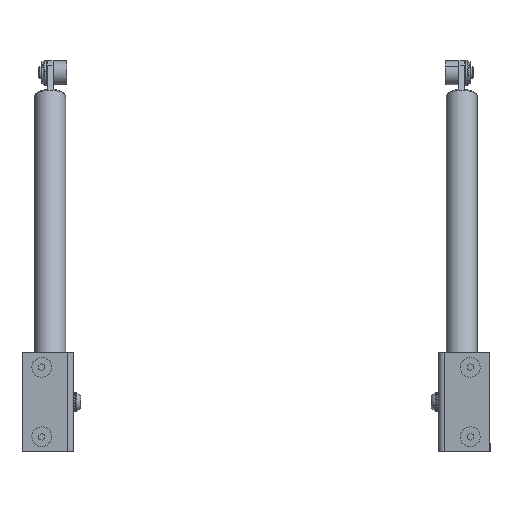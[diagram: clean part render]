
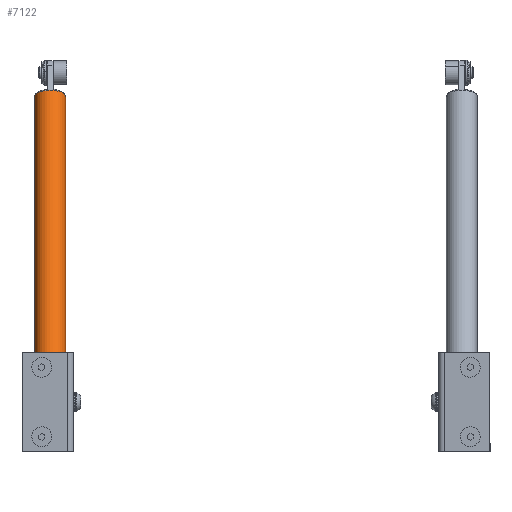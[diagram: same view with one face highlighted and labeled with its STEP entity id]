
A CAD part, front view. The second image highlights one B-rep face of the part: STEP entity #7122.
In plain terms, the highlighted cylindrical face has radius 7.85 mm (diameter 15.7 mm), a partial arc.
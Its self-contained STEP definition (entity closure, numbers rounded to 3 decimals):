
#46 = FACE_OUTER_BOUND ( 'NONE', #7361, .T. ) ;
#181 = CARTESIAN_POINT ( 'NONE',  ( 0., -65., -7.85 ) ) ;
#378 = ORIENTED_EDGE ( 'NONE', *, *, #911, .T. ) ;
#614 = VECTOR ( 'NONE', #4434, 1000. ) ;
#632 = AXIS2_PLACEMENT_3D ( 'NONE', #5646, #7405, #6773 ) ;
#671 = VERTEX_POINT ( 'NONE', #7076 ) ;
#898 = DIRECTION ( 'NONE',  ( 0., -1., 0. ) ) ;
#911 = EDGE_CURVE ( 'NONE', #671, #1513, #2649, .T. ) ;
#971 = CARTESIAN_POINT ( 'NONE',  ( 0., -65., 0. ) ) ;
#1317 = VERTEX_POINT ( 'NONE', #5972 ) ;
#1335 = CARTESIAN_POINT ( 'NONE',  ( 0., -65., 7.85 ) ) ;
#1513 = VERTEX_POINT ( 'NONE', #7319 ) ;
#1905 = VERTEX_POINT ( 'NONE', #6586 ) ;
#2033 = CARTESIAN_POINT ( 'NONE',  ( 0., 1., 0. ) ) ;
#2649 = CIRCLE ( 'NONE', #632, 7.85 ) ;
#2800 = DIRECTION ( 'NONE',  ( 0., -1., 0. ) ) ;
#2898 = CYLINDRICAL_SURFACE ( 'NONE', #7299, 7.85 ) ;
#3259 = DIRECTION ( 'NONE',  ( 0., 0., -1. ) ) ;
#3357 = EDGE_CURVE ( 'NONE', #1317, #1905, #7060, .T. ) ;
#3370 = VECTOR ( 'NONE', #5797, 1000. ) ;
#3539 = ORIENTED_EDGE ( 'NONE', *, *, #5390, .F. ) ;
#3564 = ORIENTED_EDGE ( 'NONE', *, *, #3357, .F. ) ;
#3774 = LINE ( 'NONE', #1335, #614 ) ;
#4434 = DIRECTION ( 'NONE',  ( 0., -1., 0. ) ) ;
#4816 = ORIENTED_EDGE ( 'NONE', *, *, #6803, .T. ) ;
#5012 = AXIS2_PLACEMENT_3D ( 'NONE', #2033, #898, #3259 ) ;
#5390 = EDGE_CURVE ( 'NONE', #671, #1317, #3774, .T. ) ;
#5646 = CARTESIAN_POINT ( 'NONE',  ( 0., 150.7, 0. ) ) ;
#5655 = LINE ( 'NONE', #181, #3370 ) ;
#5797 = DIRECTION ( 'NONE',  ( 0., -1., 0. ) ) ;
#5851 = DIRECTION ( 'NONE',  ( 0., 0., -1. ) ) ;
#5972 = CARTESIAN_POINT ( 'NONE',  ( 0., 1., 7.85 ) ) ;
#6586 = CARTESIAN_POINT ( 'NONE',  ( 0., 1., -7.85 ) ) ;
#6773 = DIRECTION ( 'NONE',  ( 0., 0., -1. ) ) ;
#6803 = EDGE_CURVE ( 'NONE', #1513, #1905, #5655, .T. ) ;
#7060 = CIRCLE ( 'NONE', #5012, 7.85 ) ;
#7076 = CARTESIAN_POINT ( 'NONE',  ( 0., 150.7, 7.85 ) ) ;
#7122 = ADVANCED_FACE ( 'NONE', ( #46 ), #2898, .T. ) ;
#7299 = AXIS2_PLACEMENT_3D ( 'NONE', #971, #2800, #5851 ) ;
#7319 = CARTESIAN_POINT ( 'NONE',  ( 0., 150.7, -7.85 ) ) ;
#7361 = EDGE_LOOP ( 'NONE', ( #3539, #378, #4816, #3564 ) ) ;
#7405 = DIRECTION ( 'NONE',  ( 0., -1., 0. ) ) ;
